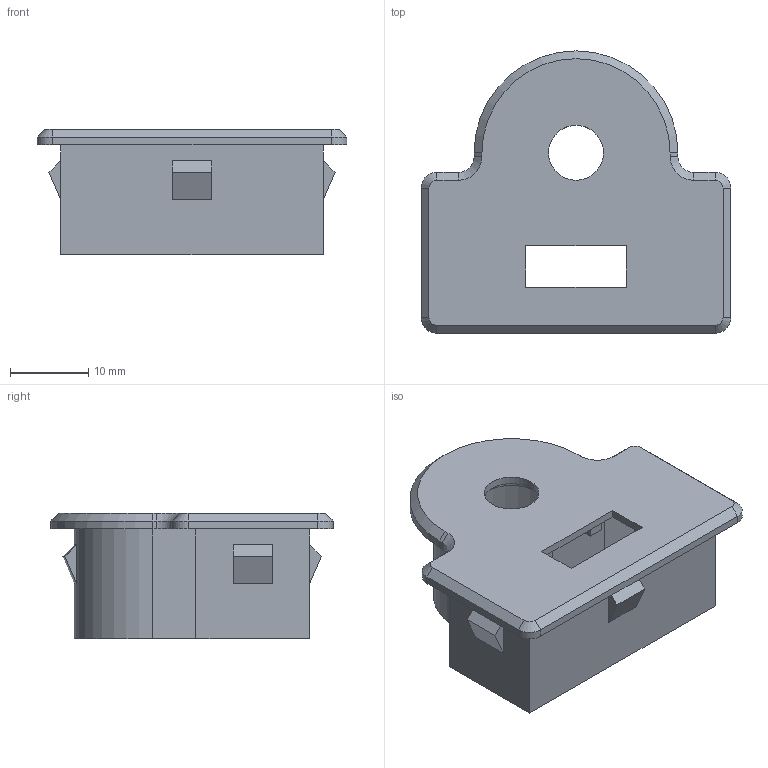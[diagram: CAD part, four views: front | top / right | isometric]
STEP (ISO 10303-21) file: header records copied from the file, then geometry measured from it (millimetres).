
FILE_DESCRIPTION(/* description */ (''),/* implementation_level */ '2;1');
FILE_NAME(/* name */ 'glove_box_blank_usb_aux.stp',/* time_stamp */ '2021-08-31T23:57:40-07:00',/* author */ ('Andrew'),/* organization */ (''),/* preprocessor_version */ 'ST-DEVELOPER v18.1',/* originating_system */ 'Autodesk Inventor 2021',/* authorisation */ '');
FILE_SCHEMA (('AUTOMOTIVE_DESIGN { 1 0 10303 214 3 1 1 }'));
Length unit declared in the file: millimetre
Products named in the file (1): glove_box_blank_usb_aux
Bounding box: 39.5 x 36 x 16 mm (x, y, z)
Volume: 4472.4 mm3; surface area: 6326.8 mm2
Topology: 2 solids, 2 shells, 107 faces, 280 edges, 184 vertices
Faces by surface type: plane 84, cylinder 14, cone 7, bspline 2
Full cylindrical faces by diameter (mm): 2.15 x1, 7 x1, 9 x1
Entity records: 3324 total; most frequent: CARTESIAN_POINT 585, ORIENTED_EDGE 562, DIRECTION 535, EDGE_CURVE 281, LINE 239, VECTOR 239, VERTEX_POINT 186, AXIS2_PLACEMENT_3D 148
